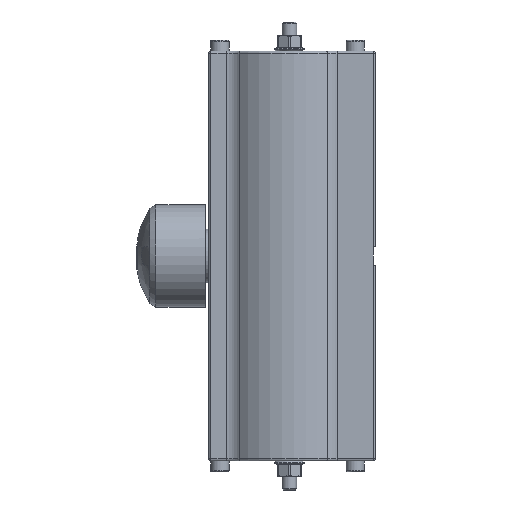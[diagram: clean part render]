
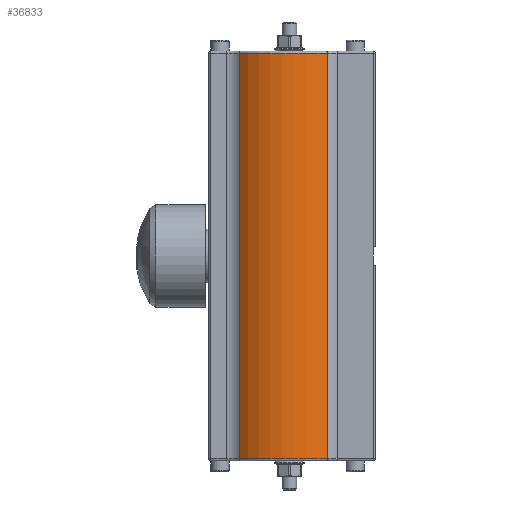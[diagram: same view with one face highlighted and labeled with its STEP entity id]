
A CAD part, left-side view. The second image highlights one B-rep face of the part: STEP entity #36833.
In plain terms, the highlighted cylindrical face has radius 39.5 mm (diameter 79 mm), a partial arc.
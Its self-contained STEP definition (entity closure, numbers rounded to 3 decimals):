
#1819=CIRCLE('',#39384,39.5);
#2071=CIRCLE('',#39889,39.5);
#2906=CYLINDRICAL_SURFACE('',#40110,39.5);
#5393=LINE('',#69441,#7992);
#5394=LINE('',#69443,#7993);
#7992=VECTOR('',#48907,10.);
#7993=VECTOR('',#48910,10.);
#10466=FACE_OUTER_BOUND('',#12974,.T.);
#12974=EDGE_LOOP('',(#30646,#30647,#30648,#30649));
#16112=VERTEX_POINT('',#64971);
#16114=VERTEX_POINT('',#64977);
#16624=VERTEX_POINT('',#68754);
#16626=VERTEX_POINT('',#68760);
#20441=EDGE_CURVE('',#16114,#16112,#1819,.T.);
#21272=EDGE_CURVE('',#16626,#16624,#2071,.T.);
#21455=EDGE_CURVE('',#16114,#16626,#5393,.T.);
#21456=EDGE_CURVE('',#16112,#16624,#5394,.T.);
#30646=ORIENTED_EDGE('',*,*,#21456,.F.);
#30647=ORIENTED_EDGE('',*,*,#20441,.F.);
#30648=ORIENTED_EDGE('',*,*,#21455,.T.);
#30649=ORIENTED_EDGE('',*,*,#21272,.T.);
#36833=ADVANCED_FACE('',(#10466),#2906,.T.);
#39384=AXIS2_PLACEMENT_3D('',#64979,#46964,#46965);
#39889=AXIS2_PLACEMENT_3D('',#68763,#48391,#48392);
#40110=AXIS2_PLACEMENT_3D('',#69442,#48908,#48909);
#46964=DIRECTION('center_axis',(0.,0.,
-1.));
#46965=DIRECTION('ref_axis',(-0.994,0.106,0.));
#48391=DIRECTION('center_axis',(0.,0.,
-1.));
#48392=DIRECTION('ref_axis',(-0.994,0.106,0.));
#48907=DIRECTION('',(0.,0.,1.));
#48908=DIRECTION('center_axis',(0.,0.,1.));
#48909=DIRECTION('ref_axis',(-0.717,0.697,0.));
#48910=DIRECTION('',(0.,0.,1.));
#64971=CARTESIAN_POINT('',(-50.834,31.394,-97.427));
#64977=CARTESIAN_POINT('',(-56.02,-17.038,-97.427));
#64979=CARTESIAN_POINT('Origin',(-22.505,3.867,-97.427));
#68754=CARTESIAN_POINT('',(-50.834,31.394,124.573));
#68760=CARTESIAN_POINT('',(-56.02,-17.038,124.573));
#68763=CARTESIAN_POINT('Origin',(-22.505,3.867,124.573));
#69441=CARTESIAN_POINT('',(-56.02,-17.038,13.573));
#69442=CARTESIAN_POINT('Origin',(-22.505,3.867,13.573));
#69443=CARTESIAN_POINT('',(-50.834,31.394,13.573));
